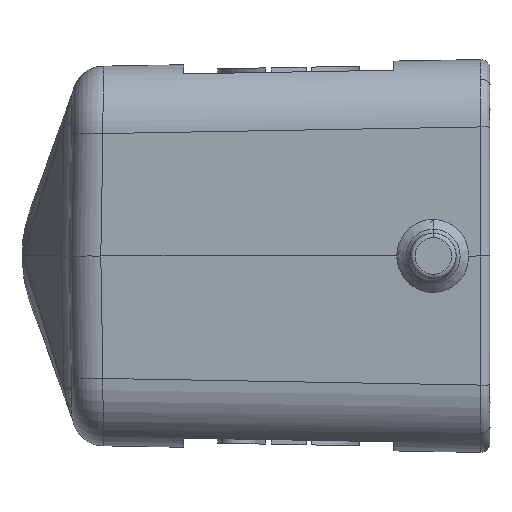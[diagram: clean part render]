
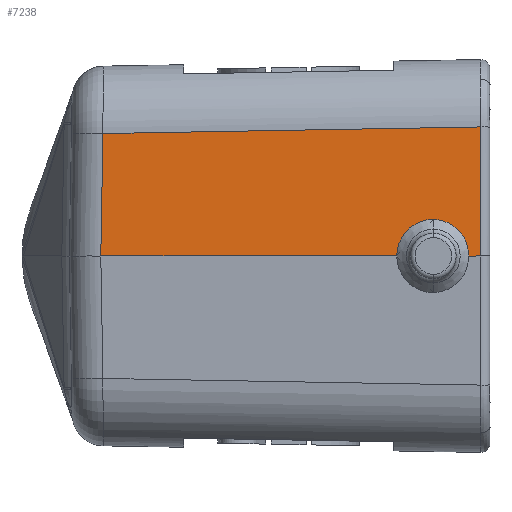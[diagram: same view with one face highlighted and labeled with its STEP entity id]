
A CAD part, left-side view. The second image highlights one B-rep face of the part: STEP entity #7238.
In plain terms, the highlighted planar face has unit normal (-1, 0.018, 0.017).
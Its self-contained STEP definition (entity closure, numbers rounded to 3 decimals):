
#268=CARTESIAN_POINT('',(-29.959,2.337,
0.));
#269=CARTESIAN_POINT('',(-29.954,2.332,0.301));
#270=CARTESIAN_POINT('',(-29.943,2.389,0.886));
#271=CARTESIAN_POINT('',(-29.923,2.669,1.731));
#272=CARTESIAN_POINT('',(-29.902,3.128,2.487));
#273=CARTESIAN_POINT('',(-29.88,3.742,3.123));
#274=CARTESIAN_POINT('',(-29.859,4.482,3.608));
#275=CARTESIAN_POINT('',(-29.839,5.316,3.917));
#276=CARTESIAN_POINT('',(-29.827,5.899,3.995));
#277=CARTESIAN_POINT('',(-29.822,6.2,4.));
#279=DIRECTION('',(0.,0.707,-0.707));
#280=VECTOR('',#279,5.657);
#281=CARTESIAN_POINT('',(-29.822,6.2,4.));
#282=LINE('',#281,#280);
#283=DIRECTION('',(0.017,-0.017,1.));
#284=VECTOR('',#283,13.397);
#285=CARTESIAN_POINT('',(-29.257,42.562,0.));
#286=LINE('',#285,#284);
#287=DIRECTION('',(-0.017,-1.,0.017));
#288=VECTOR('',#287,41.323);
#289=CARTESIAN_POINT('',(-29.027,42.328,13.393));
#290=LINE('',#289,#288);
#299=DIRECTION('',(-0.017,-1.,0.));
#300=VECTOR('',#299,32.367);
#301=CARTESIAN_POINT('',(-29.257,42.562,0.));
#302=LINE('',#301,#300);
#318=DIRECTION('',(-0.017,-1.,0.));
#319=VECTOR('',#318,1.319);
#320=CARTESIAN_POINT('',(-29.959,2.337,
0.));
#321=LINE('',#320,#319);
#769=DIRECTION('',(0.017,0.,1.));
#770=VECTOR('',#769,14.116);
#771=CARTESIAN_POINT('',(-29.982,1.019,
0.));
#772=LINE('',#771,#770);
#5914=CARTESIAN_POINT('',(-29.027,42.328,13.393));
#5915=CARTESIAN_POINT('',(-29.736,1.017,14.114));
#5916=VERTEX_POINT('',#5914);
#5917=VERTEX_POINT('',#5915);
#5923=CARTESIAN_POINT('',(-29.959,2.337,
0.));
#5924=CARTESIAN_POINT('',(-29.982,1.019,
0.));
#5925=VERTEX_POINT('',#5923);
#5926=VERTEX_POINT('',#5924);
#5927=VERTEX_POINT('',#277);
#5928=CARTESIAN_POINT('',(-29.822,10.2,
0.));
#5929=VERTEX_POINT('',#5928);
#5930=CARTESIAN_POINT('',(-29.257,42.562,
0.));
#5931=VERTEX_POINT('',#5930);
#7218=CARTESIAN_POINT('',(-29.607,0.,22.544));
#7219=DIRECTION('',(-1.,0.017,0.017));
#7220=DIRECTION('',(-0.017,-1.,0.));
#7221=AXIS2_PLACEMENT_3D('',#7218,#7219,#7220);
#7222=PLANE('',#7221);
#7224=ORIENTED_EDGE('',*,*,#7223,.F.);
#7226=ORIENTED_EDGE('',*,*,#7225,.T.);
#7228=ORIENTED_EDGE('',*,*,#7227,.T.);
#7230=ORIENTED_EDGE('',*,*,#7229,.F.);
#7232=ORIENTED_EDGE('',*,*,#7231,.T.);
#7233=ORIENTED_EDGE('',*,*,#7199,.T.);
#7235=ORIENTED_EDGE('',*,*,#7234,.F.);
#7236=EDGE_LOOP('',(#7224,#7226,#7228,#7230,#7232,#7233,#7235));
#7237=FACE_OUTER_BOUND('',#7236,.F.);
#278=B_SPLINE_CURVE_WITH_KNOTS('',3,(#268,#269,#270,#271,#272,#273,#274,#275,
#276,#277),.UNSPECIFIED.,.F.,.F.,(4,1,1,1,1,1,1,4),(0.,0.143,
0.286,0.429,0.571,0.714,
0.857,1.),.UNSPECIFIED.);
#7199=EDGE_CURVE('',#5916,#5917,#290,.T.);
#7223=EDGE_CURVE('',#5925,#5926,#321,.T.);
#7225=EDGE_CURVE('',#5925,#5927,#278,.T.);
#7227=EDGE_CURVE('',#5927,#5929,#282,.T.);
#7229=EDGE_CURVE('',#5931,#5929,#302,.T.);
#7231=EDGE_CURVE('',#5931,#5916,#286,.T.);
#7234=EDGE_CURVE('',#5926,#5917,#772,.T.);
#7238=ADVANCED_FACE('',(#7237),#7222,.T.);
